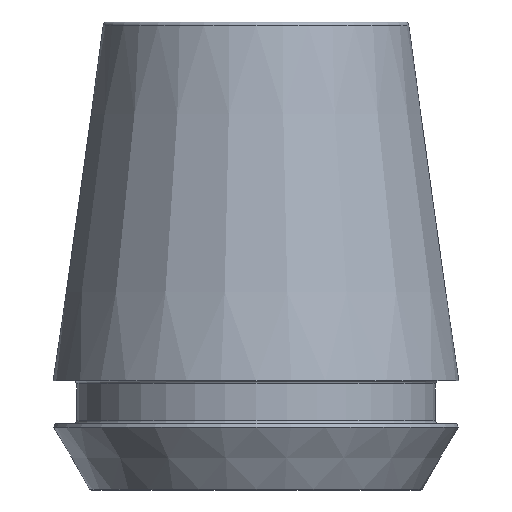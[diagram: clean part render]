
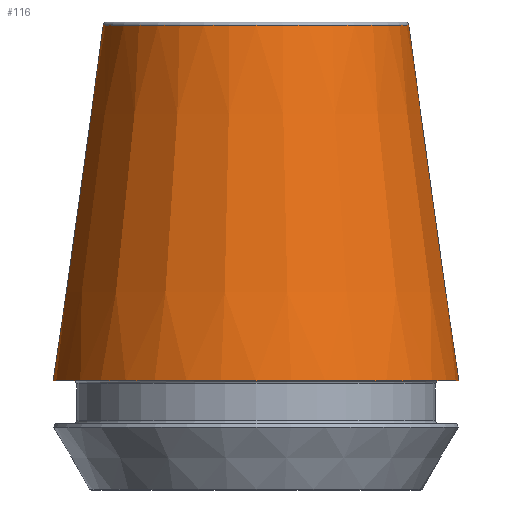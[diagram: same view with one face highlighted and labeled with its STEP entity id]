
A CAD part, left-side view. The second image highlights one B-rep face of the part: STEP entity #116.
In plain terms, the highlighted conical face has half-angle 8 degrees and reference radius 26 mm.
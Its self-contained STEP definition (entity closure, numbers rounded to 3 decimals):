
#105=CONICAL_SURFACE('',#266,26.,8.);
#116=ADVANCED_FACE('',(#132,#133),#105,.T.);
#132=FACE_BOUND('',#153,.T.);
#133=FACE_BOUND('',#154,.T.);
#153=EDGE_LOOP('',(#175));
#154=EDGE_LOOP('',(#176));
#175=ORIENTED_EDGE('',*,*,#207,.T.);
#176=ORIENTED_EDGE('',*,*,#205,.F.);
#194=VERTEX_POINT('',#343);
#196=VERTEX_POINT('',#349);
#205=EDGE_CURVE('',#194,#194,#216,.T.);
#207=EDGE_CURVE('',#196,#196,#218,.T.);
#216=CIRCLE('',#261,19.596);
#218=CIRCLE('',#265,26.);
#261=AXIS2_PLACEMENT_3D('',#342,#292,#293);
#265=AXIS2_PLACEMENT_3D('',#348,#300,#301);
#266=AXIS2_PLACEMENT_3D('',#350,#302,#303);
#292=DIRECTION('',(0.,0.,1.));
#293=DIRECTION('',(1.,0.,0.));
#300=DIRECTION('',(0.,0.,1.));
#301=DIRECTION('',(1.,0.,0.));
#302=DIRECTION('',(0.,0.,-1.));
#303=DIRECTION('',(1.,0.,0.));
#342=CARTESIAN_POINT('',(0.,0.,38.49));
#343=CARTESIAN_POINT('',(19.596,0.,38.49));
#348=CARTESIAN_POINT('',(0.,0.,-7.08));
#349=CARTESIAN_POINT('',(26.,0.,-7.08));
#350=CARTESIAN_POINT('',(0.,0.,-7.08));
